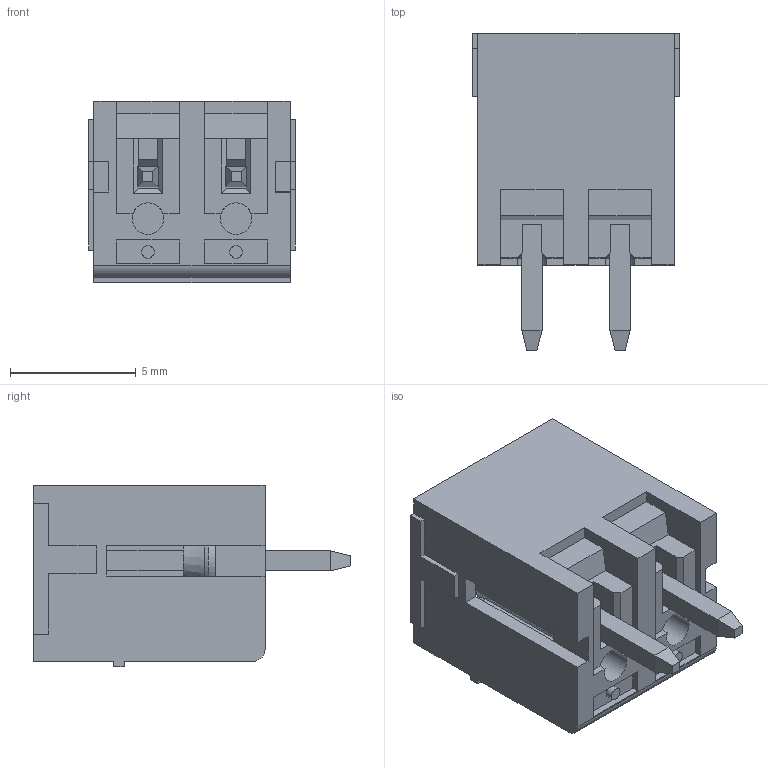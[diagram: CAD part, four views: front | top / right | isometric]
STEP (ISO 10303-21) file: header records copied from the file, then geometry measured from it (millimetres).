
FILE_DESCRIPTION (( 'STEP AP214' ), '1' );
FILE_NAME ('CUI_DEVICES_TBP03R2-350-02GR.step', '2021-12-16T01:24:33', ( '' ), ( '' ), 'SwSTEP 2.0', 'SolidWorks 2021', '' );
FILE_SCHEMA (( 'AUTOMOTIVE_DESIGN' ));
Length unit declared in the file: millimetre
Products named in the file (1): CUI_DEVICES_TBP03R2-350-02GR
Bounding box: 8.2 x 12.6 x 7.2 mm (x, y, z)
Volume: 248.6 mm3; surface area: 796.8 mm2
Topology: 1 solids, 1 shells, 205 faces, 567 edges, 370 vertices
Faces by surface type: plane 176, cylinder 21, cone 8
Entity records: 6883 total; most frequent: CARTESIAN_POINT 1181, ORIENTED_EDGE 1134, DIRECTION 1027, EDGE_CURVE 567, LINE 499, VECTOR 499, VERTEX_POINT 370, AXIS2_PLACEMENT_3D 264
